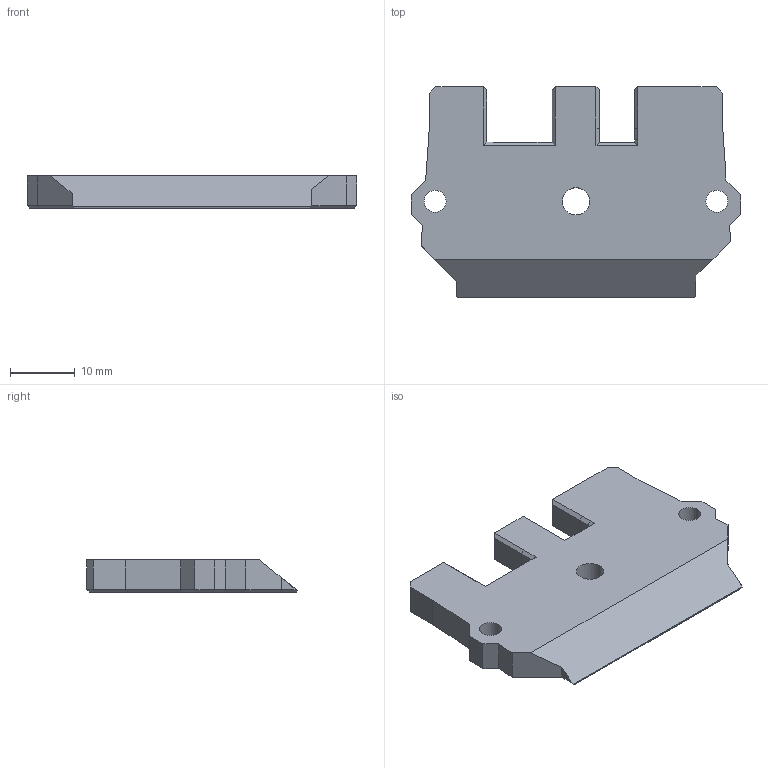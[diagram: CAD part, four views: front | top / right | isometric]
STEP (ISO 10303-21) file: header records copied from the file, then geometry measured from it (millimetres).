
FILE_DESCRIPTION(/* description */ ('','CAx-IF Rec.Pracs.---Representation and Presentation of Product Manufacturing Information (PMI)---4.0---2014-10-13'),/* implementation_level */ '2;1');
FILE_NAME(/* name */ 'AntHead HGX Shim v1.step',/* time_stamp */ '2024-12-11T20:21:48-06:00',/* author */ (''),/* organization */ (''),/* preprocessor_version */ 'ST-DEVELOPER v20',/* originating_system */ 'Autodesk Translation Framework v13.20.0.188',/* authorisation */ '');
FILE_SCHEMA (('AP242_MANAGED_MODEL_BASED_3D_ENGINEERING_MIM_LF { 1 0 10303 442 1 1 4 }'));
Length unit declared in the file: millimetre
Products named in the file (2): AntHead HGX Shim; AntHead HGX Shim_1
Assembly tree (1 placements, depth 2):
  AntHead HGX Shim
    AntHead HGX Shim_1
Bounding box: 50.84 x 32.52 x 5 mm (x, y, z)
Volume: 5988.1 mm3; surface area: 3520.7 mm2
Topology: 1 solids, 1 shells, 88 faces, 217 edges, 131 vertices
Faces by surface type: plane 82, cylinder 3, cone 3
Full cylindrical faces by diameter (mm): 3.4 x2, 4.2 x1
Entity records: 2567 total; most frequent: CARTESIAN_POINT 439, ORIENTED_EDGE 434, DIRECTION 408, EDGE_CURVE 217, LINE 208, VECTOR 208, VERTEX_POINT 131, AXIS2_PLACEMENT_3D 100
